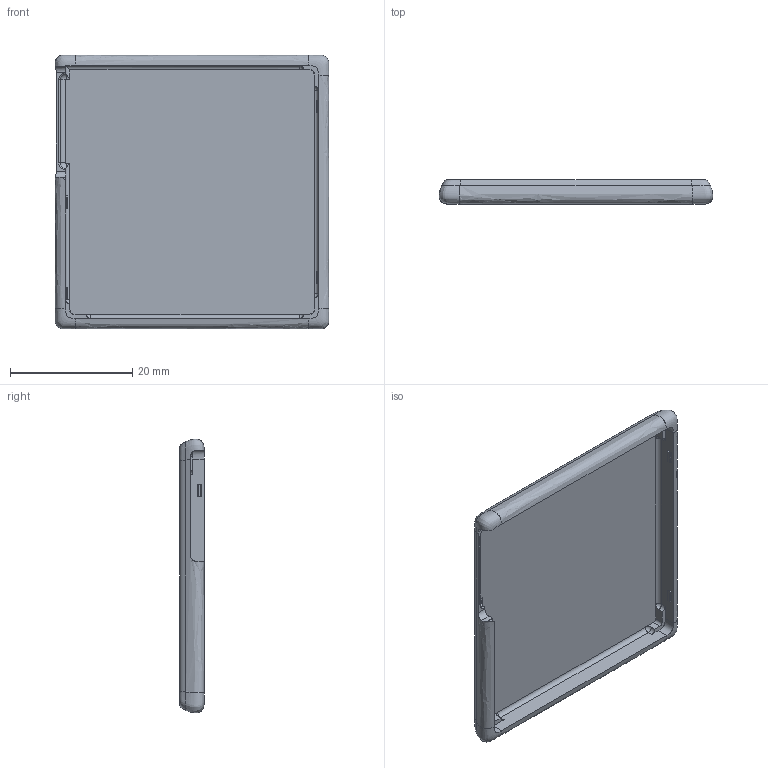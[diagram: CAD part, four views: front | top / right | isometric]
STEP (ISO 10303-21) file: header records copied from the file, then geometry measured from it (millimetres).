
FILE_DESCRIPTION (( 'STEP AP214' ), '1' );
FILE_NAME ('Prototype Module Template 2x2 Alpha Shell.STEP', '2014-05-06T17:51:08', ( '' ), ( '' ), 'SwSTEP 2.0', 'SolidWorks 2013', '' );
FILE_SCHEMA (( 'AUTOMOTIVE_DESIGN' ));
Length unit declared in the file: millimetre
Products named in the file (1): Prototype Module Template 2x2 Alpha Shell
Bounding box: 44.82 x 4.01 x 44.82 mm (x, y, z)
Volume: 1908.4 mm3; surface area: 4902.3 mm2
Topology: 1 solids, 1 shells, 107 faces, 286 edges, 179 vertices
Faces by surface type: plane 49, bspline 25, cylinder 23, sphere 6, torus 4
Entity records: 14517 total; most frequent: CARTESIAN_POINT 12041, ORIENTED_EDGE 560, DIRECTION 420, EDGE_CURVE 280, VERTEX_POINT 179, VECTOR 160, LINE 160, AXIS2_PLACEMENT_3D 130
